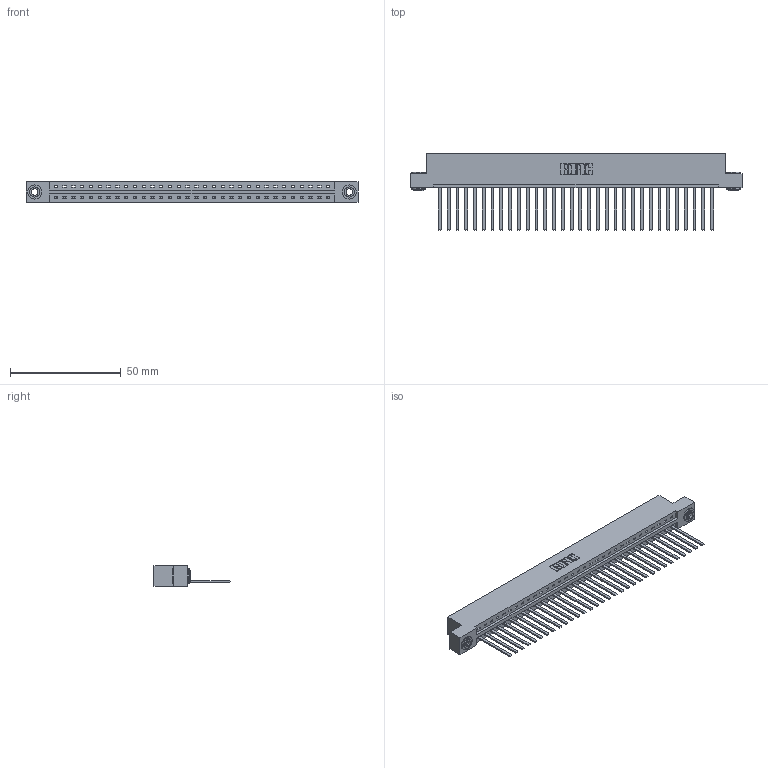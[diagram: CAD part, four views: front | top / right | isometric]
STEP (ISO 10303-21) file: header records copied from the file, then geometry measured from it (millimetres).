
FILE_DESCRIPTION (( 'STEP AP203' ), '1' );
FILE_NAME ('337-032-544-103.STEP', '2019-10-01T03:34:21', ( '' ), ( '' ), 'SwSTEP 2.0', 'SolidWorks 2016', '' );
FILE_SCHEMA (( 'CONFIG_CONTROL_DESIGN' ));
Length unit declared in the file: inch
Products named in the file (4): 345-292-001_345-293-144; 345-250-002_345-250-002-102; 337-032-544-103; 337 Part_Flush Mounting Lugs - 0.156 Dia-TH
Assembly tree (35 placements, depth 2):
  337-032-544-103
    337 Part_Flush Mounting Lugs - 0.156 Dia-TH
    345-292-001_345-293-144  x32
    345-250-002_345-250-002-102  x2
Bounding box: 149.81 x 34.3 x 9.4 mm (x, y, z)
Volume: 15835 mm3; surface area: 17759.5 mm2
Topology: 35 solids, 35 shells, 1944 faces, 5827 edges, 3838 vertices
Faces by surface type: plane 1424, cylinder 512, cone 8
Entity records: 25546 total; most frequent: CARTESIAN_POINT 4425, ORIENTED_EDGE 4386, DIRECTION 3775, EDGE_CURVE 2193, VECTOR 2045, LINE 2045, VERTEX_POINT 1458, AXIS2_PLACEMENT_3D 865
